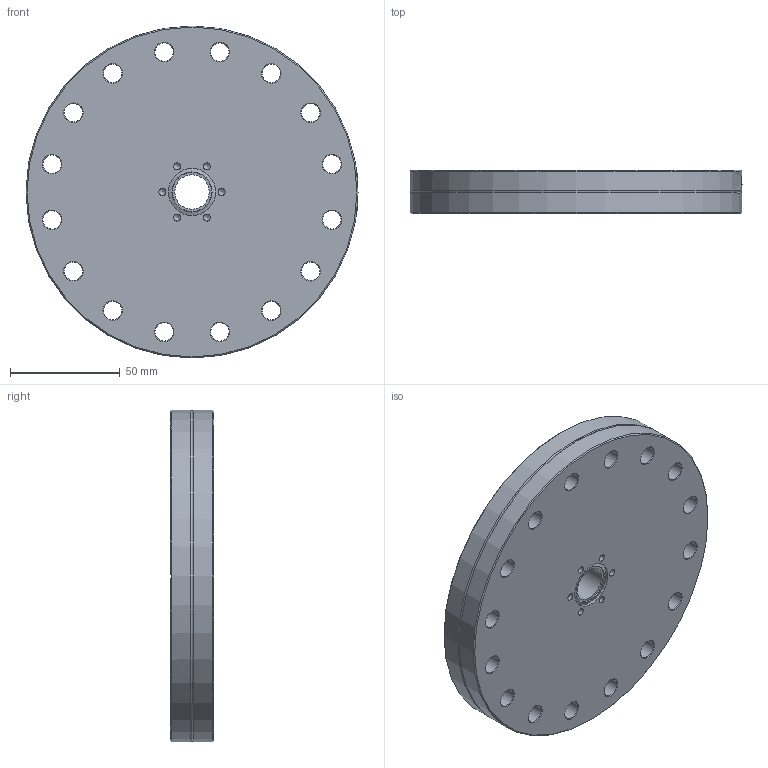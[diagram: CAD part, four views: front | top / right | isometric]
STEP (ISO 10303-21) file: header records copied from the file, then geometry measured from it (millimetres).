
FILE_DESCRIPTION(/* description */ (''),/* implementation_level */ '2;1');
FILE_NAME(/* name */ 'FL-Z100-16.stp',/* time_stamp */ '2018-10-08T13:23:44+01:00',/* author */ ('paul'),/* organization */ (''),/* preprocessor_version */ 'ST-DEVELOPER v17.2',/* originating_system */ 'Autodesk Inventor 2019',/* authorisation */ '');
FILE_SCHEMA (('AUTOMOTIVE_DESIGN { 1 0 10303 214 3 1 1 }'));
Length unit declared in the file: millimetre
Products named in the file (1): FL-Z100-16
Bounding box: 151.6 x 19.8 x 151.6 mm (x, y, z)
Volume: 321967.6 mm3; surface area: 53837.2 mm2
Topology: 1 solids, 1 shells, 171 faces, 480 edges, 319 vertices
Faces by surface type: bspline 53, cone 45, cylinder 37, plane 35, torus 1
Full cylindrical faces by diameter (mm): 3.242 x6, 8.4 x16, 15.7 x1, 21.4 x1, 120.6 x1, 151.6 x2
Entity records: 18105 total; most frequent: CARTESIAN_POINT 13895, ORIENTED_EDGE 948, DIRECTION 723, EDGE_CURVE 474, VERTEX_POINT 319, AXIS2_PLACEMENT_3D 276, EDGE_LOOP 219, FACE_OUTER_BOUND 171
